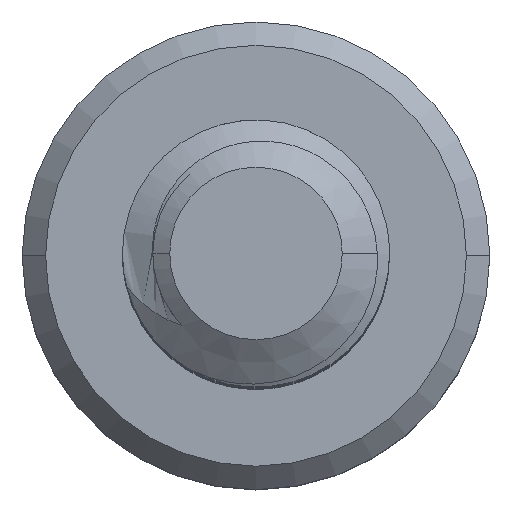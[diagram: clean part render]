
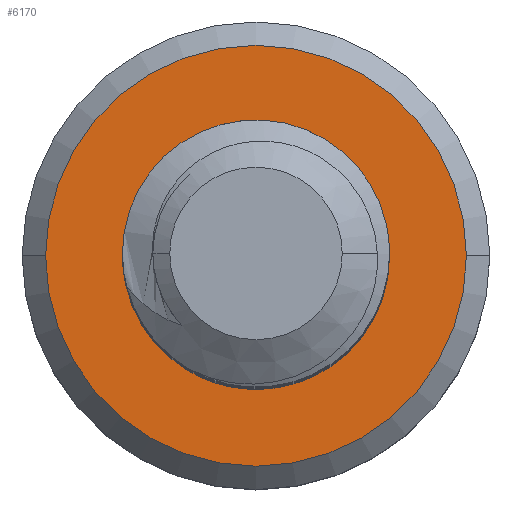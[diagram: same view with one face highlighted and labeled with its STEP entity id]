
A CAD part, top view. The second image highlights one B-rep face of the part: STEP entity #6170.
In plain terms, the highlighted planar face has unit normal (0, 0, 1).
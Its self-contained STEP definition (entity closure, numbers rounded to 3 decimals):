
#40 = CARTESIAN_POINT ( 'NONE',  ( 1.273, 1.037, -20. ) ) ;
#126 = EDGE_CURVE ( 'NONE', #3979, #1994, #1767, .T. ) ;
#235 = DIRECTION ( 'NONE',  ( -1., 0., 0. ) ) ;
#357 = CARTESIAN_POINT ( 'NONE',  ( -1.803, -0.209, -20. ) ) ;
#401 = CARTESIAN_POINT ( 'NONE',  ( -1.771, 0.138, -20. ) ) ;
#460 = DIRECTION ( 'NONE',  ( 1., 0., 0. ) ) ;
#533 = EDGE_LOOP ( 'NONE', ( #6408, #6341, #2004, #5049 ) ) ;
#575 = CARTESIAN_POINT ( 'NONE',  ( -0.856, 1.351, -20. ) ) ;
#606 = CARTESIAN_POINT ( 'NONE',  ( 1.679, 0.468, -20. ) ) ;
#638 = EDGE_CURVE ( 'NONE', #5156, #3979, #4729, .T. ) ;
#699 = CIRCLE ( 'NONE', #3142, 3.15 ) ;
#944 = CARTESIAN_POINT ( 'NONE',  ( -1.155, 1.168, -20. ) ) ;
#1157 = FACE_BOUND ( 'NONE', #533, .T. ) ;
#1173 = CARTESIAN_POINT ( 'NONE',  ( -3.15, 0., -20. ) ) ;
#1179 = CARTESIAN_POINT ( 'NONE',  ( -1.597, 0.632, -20. ) ) ;
#1182 = CARTESIAN_POINT ( 'NONE',  ( 1.77, -0.402, -20. ) ) ;
#1295 = CARTESIAN_POINT ( 'NONE',  ( 0., 0., -20. ) ) ;
#1501 = CARTESIAN_POINT ( 'NONE',  ( -1.663, -0.892, -20. ) ) ;
#1543 = CARTESIAN_POINT ( 'NONE',  ( -1.509, 0.783, -20. ) ) ;
#1715 = CARTESIAN_POINT ( 'NONE',  ( 0.675, 1.39, -20. ) ) ;
#1767 = CIRCLE ( 'NONE', #5617, 1.545 ) ;
#1768 = CARTESIAN_POINT ( 'NONE',  ( 1.634, -0.906, -20. ) ) ;
#1887 = DIRECTION ( 'NONE',  ( -1., 0., 0. ) ) ;
#1994 = VERTEX_POINT ( 'NONE', #7276 ) ;
#2004 = ORIENTED_EDGE ( 'NONE', *, *, #126, .T. ) ;
#2146 = B_SPLINE_CURVE_WITH_KNOTS ( 'NONE', 3,
 ( #1715, #6298, #3472, #40, #4046, #606, #4611, #1182, #5171, #1768, #5737, #2341, #6324, #2914, #6918, #3496 ),
 .UNSPECIFIED., .F., .F.,
 ( 4, 2, 2, 2, 2, 2, 2, 4 ),
 ( 0., 0.001, 0.001, 0.002, 0.003, 0.003, 0.004, 0.004 ),
 .UNSPECIFIED. ) ;
#2152 = CARTESIAN_POINT ( 'NONE',  ( -0.521, 1.455, -20. ) ) ;
#2341 = CARTESIAN_POINT ( 'NONE',  ( 1.361, -1.352, -20. ) ) ;
#2430 = CARTESIAN_POINT ( 'NONE',  ( -0.874, -1.799, -20. ) ) ;
#2511 = DIRECTION ( 'NONE',  ( 0., 0., 1. ) ) ;
#2710 = VERTEX_POINT ( 'NONE', #1173 ) ;
#2723 = CARTESIAN_POINT ( 'NONE',  ( -0.693, 1.417, -20. ) ) ;
#2772 = ORIENTED_EDGE ( 'NONE', *, *, #2802, .T. ) ;
#2799 = CARTESIAN_POINT ( 'NONE',  ( -0.521, 1.455, -20. ) ) ;
#2802 = EDGE_CURVE ( 'NONE', #2710, #5917, #5142, .T. ) ;
#2805 = VERTEX_POINT ( 'NONE', #5251 ) ;
#2811 = EDGE_LOOP ( 'NONE', ( #2772, #6258 ) ) ;
#2914 = CARTESIAN_POINT ( 'NONE',  ( 0.981, -1.711, -20. ) ) ;
#2991 = DIRECTION ( 'NONE',  ( 0., 0., 1. ) ) ;
#3091 = EDGE_CURVE ( 'NONE', #5917, #2710, #699, .T. ) ;
#3142 = AXIS2_PLACEMENT_3D ( 'NONE', #1295, #5299, #1887 ) ;
#3472 = CARTESIAN_POINT ( 'NONE',  ( 0.995, 1.252, -20. ) ) ;
#3473 = CARTESIAN_POINT ( 'NONE',  ( -0.874, -1.799, -20. ) ) ;
#3496 = CARTESIAN_POINT ( 'NONE',  ( 0.675, -1.883, -20. ) ) ;
#3643 = AXIS2_PLACEMENT_3D ( 'NONE', #6472, #3670, #235 ) ;
#3670 = DIRECTION ( 'NONE',  ( 0., 0., -1. ) ) ;
#3723 = CARTESIAN_POINT ( 'NONE',  ( -1.023, -1.707, -20. ) ) ;
#3805 = CARTESIAN_POINT ( 'NONE',  ( 0., 0., -20. ) ) ;
#3829 = EDGE_CURVE ( 'NONE', #5156, #2805, #5246, .T. ) ;
#3932 = CARTESIAN_POINT ( 'NONE',  ( 3.15, 0., -20. ) ) ;
#3979 = VERTEX_POINT ( 'NONE', #2152 ) ;
#4046 = CARTESIAN_POINT ( 'NONE',  ( 1.389, 0.908, -20. ) ) ;
#4052 = AXIS2_PLACEMENT_3D ( 'NONE', #6394, #2991, #6991 ) ;
#4223 = FACE_OUTER_BOUND ( 'NONE', #2811, .T. ) ;
#4365 = DIRECTION ( 'NONE',  ( 0., 0., -1. ) ) ;
#4440 = AXIS2_PLACEMENT_3D ( 'NONE', #5925, #2511, #6513 ) ;
#4611 = CARTESIAN_POINT ( 'NONE',  ( 1.779, 0.122, -20. ) ) ;
#4729 = B_SPLINE_CURVE_WITH_KNOTS ( 'NONE', 3,
 ( #2430, #3723, #7208, #4802, #5908, #1501, #4834, #6557, #357, #401, #5521, #1179, #1543, #5114, #944, #575, #2723, #2799 ),
 .UNSPECIFIED., .F., .F.,
 ( 4, 2, 2, 2, 2, 2, 2, 2, 4 ),
 ( 0., 0.001, 0.001, 0.002, 0.002, 0.003, 0.003, 0.004, 0.004 ),
 .UNSPECIFIED. ) ;
#4802 = CARTESIAN_POINT ( 'NONE',  ( -1.397, -1.341, -20. ) ) ;
#4834 = CARTESIAN_POINT ( 'NONE',  ( -1.724, -0.725, -20. ) ) ;
#5049 = ORIENTED_EDGE ( 'NONE', *, *, #6968, .T. ) ;
#5114 = CARTESIAN_POINT ( 'NONE',  ( -1.286, 1.054, -20. ) ) ;
#5142 = CIRCLE ( 'NONE', #4052, 3.15 ) ;
#5156 = VERTEX_POINT ( 'NONE', #3473 ) ;
#5171 = CARTESIAN_POINT ( 'NONE',  ( 1.741, -0.575, -20. ) ) ;
#5246 = CIRCLE ( 'NONE', #4440, 2. ) ;
#5251 = CARTESIAN_POINT ( 'NONE',  ( 0.675, -1.883, -20. ) ) ;
#5299 = DIRECTION ( 'NONE',  ( 0., 0., 1. ) ) ;
#5521 = CARTESIAN_POINT ( 'NONE',  ( -1.729, 0.309, -20. ) ) ;
#5617 = AXIS2_PLACEMENT_3D ( 'NONE', #3805, #4365, #460 ) ;
#5737 = CARTESIAN_POINT ( 'NONE',  ( 1.555, -1.064, -20. ) ) ;
#5908 = CARTESIAN_POINT ( 'NONE',  ( -1.499, -1.199, -20. ) ) ;
#5917 = VERTEX_POINT ( 'NONE', #3932 ) ;
#5925 = CARTESIAN_POINT ( 'NONE',  ( 0., 0., -20. ) ) ;
#6170 = ADVANCED_FACE ( 'NONE', ( #4223, #1157 ), #6505, .F. ) ;
#6258 = ORIENTED_EDGE ( 'NONE', *, *, #3091, .T. ) ;
#6298 = CARTESIAN_POINT ( 'NONE',  ( 0.842, 1.334, -20. ) ) ;
#6324 = CARTESIAN_POINT ( 'NONE',  ( 1.243, -1.485, -20. ) ) ;
#6341 = ORIENTED_EDGE ( 'NONE', *, *, #638, .T. ) ;
#6394 = CARTESIAN_POINT ( 'NONE',  ( 0., 0., -20. ) ) ;
#6408 = ORIENTED_EDGE ( 'NONE', *, *, #3829, .F. ) ;
#6472 = CARTESIAN_POINT ( 'NONE',  ( 0., 0., -20. ) ) ;
#6505 = PLANE ( 'NONE',  #3643 ) ;
#6513 = DIRECTION ( 'NONE',  ( 1., 0., 0. ) ) ;
#6557 = CARTESIAN_POINT ( 'NONE',  ( -1.793, -0.386, -20. ) ) ;
#6918 = CARTESIAN_POINT ( 'NONE',  ( 0.833, -1.807, -20. ) ) ;
#6968 = EDGE_CURVE ( 'NONE', #1994, #2805, #2146, .T. ) ;
#6991 = DIRECTION ( 'NONE',  ( -1., 0., 0. ) ) ;
#7208 = CARTESIAN_POINT ( 'NONE',  ( -1.158, -1.597, -20. ) ) ;
#7276 = CARTESIAN_POINT ( 'NONE',  ( 0.675, 1.39, -20. ) ) ;
